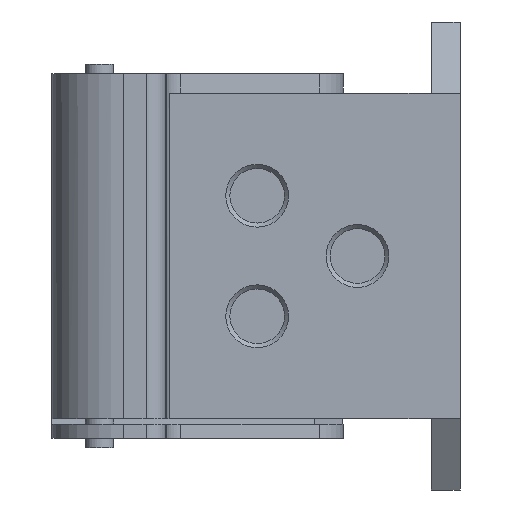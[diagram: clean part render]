
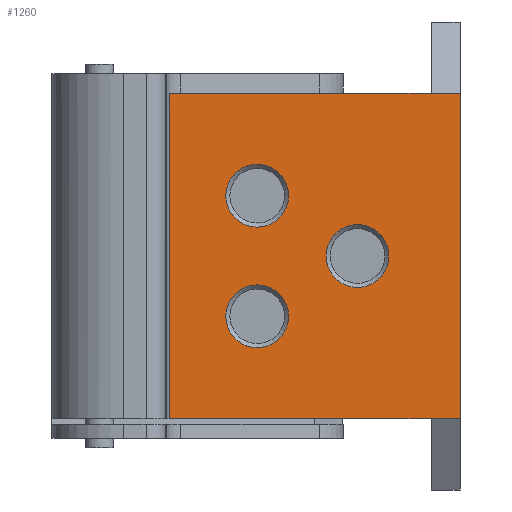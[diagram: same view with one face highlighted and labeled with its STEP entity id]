
A CAD part, left-side view. The second image highlights one B-rep face of the part: STEP entity #1260.
In plain terms, the highlighted planar face has unit normal (-1, 0, 0).
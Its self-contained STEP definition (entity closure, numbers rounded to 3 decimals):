
#50=LINE('',#1819,#171);
#68=LINE('',#1870,#189);
#105=LINE('',#1957,#226);
#130=LINE('',#2055,#251);
#171=VECTOR('',#1443,1000.);
#189=VECTOR('',#1477,1000.);
#226=VECTOR('',#1548,1000.);
#251=VECTOR('',#1669,1000.);
#500=ORIENTED_EDGE('',*,*,#754,.T.);
#501=ORIENTED_EDGE('',*,*,#755,.T.);
#502=ORIENTED_EDGE('',*,*,#756,.T.);
#503=ORIENTED_EDGE('',*,*,#641,.T.);
#504=ORIENTED_EDGE('',*,*,#757,.F.);
#505=ORIENTED_EDGE('',*,*,#666,.F.);
#506=ORIENTED_EDGE('',*,*,#708,.T.);
#641=EDGE_CURVE('',#816,#815,#50,.T.);
#666=EDGE_CURVE('',#840,#828,#68,.T.);
#708=EDGE_CURVE('',#840,#816,#105,.T.);
#754=EDGE_CURVE('',#896,#896,#969,.T.);
#755=EDGE_CURVE('',#897,#897,#970,.T.);
#756=EDGE_CURVE('',#898,#898,#971,.T.);
#757=EDGE_CURVE('',#828,#815,#130,.T.);
#815=VERTEX_POINT('',#1818);
#816=VERTEX_POINT('',#1820);
#828=VERTEX_POINT('',#1846);
#840=VERTEX_POINT('',#1869);
#896=VERTEX_POINT('',#2050);
#897=VERTEX_POINT('',#2052);
#898=VERTEX_POINT('',#2054);
#969=CIRCLE('',#1381,6.578);
#970=CIRCLE('',#1382,6.578);
#971=CIRCLE('',#1383,6.579);
#1032=EDGE_LOOP('',(#500));
#1033=EDGE_LOOP('',(#501));
#1034=EDGE_LOOP('',(#502));
#1035=EDGE_LOOP('',(#503,#504,#505,#506));
#1127=FACE_BOUND('',#1032,.T.);
#1128=FACE_BOUND('',#1033,.T.);
#1129=FACE_BOUND('',#1034,.T.);
#1130=FACE_BOUND('',#1035,.T.);
#1200=PLANE('',#1380);
#1260=ADVANCED_FACE('',(#1127,#1128,#1129,#1130),#1200,.F.);
#1380=AXIS2_PLACEMENT_3D('',#2048,#1661,#1662);
#1381=AXIS2_PLACEMENT_3D('',#2049,#1663,#1664);
#1382=AXIS2_PLACEMENT_3D('',#2051,#1665,#1666);
#1383=AXIS2_PLACEMENT_3D('',#2053,#1667,#1668);
#1443=DIRECTION('',(0.,-1.,0.));
#1477=DIRECTION('',(0.,-1.,0.));
#1548=DIRECTION('',(0.,0.,-1.));
#1661=DIRECTION('',(1.,0.,0.));
#1662=DIRECTION('',(0.,0.,-1.));
#1663=DIRECTION('',(1.,0.,0.));
#1664=DIRECTION('',(0.,0.,-1.));
#1665=DIRECTION('',(1.,0.,0.));
#1666=DIRECTION('',(0.,0.,-1.));
#1667=DIRECTION('',(1.,0.,0.));
#1668=DIRECTION('',(0.,0.,-1.));
#1669=DIRECTION('',(0.,0.,-1.));
#1818=CARTESIAN_POINT('',(11.,0.,-34.1));
#1819=CARTESIAN_POINT('',(11.,60.907,-34.1));
#1820=CARTESIAN_POINT('',(11.,60.907,-34.1));
#1846=CARTESIAN_POINT('',(11.,0.,34.1));
#1869=CARTESIAN_POINT('',(11.,60.907,34.1));
#1870=CARTESIAN_POINT('',(11.,60.907,34.1));
#1957=CARTESIAN_POINT('',(11.,60.907,34.1));
#2048=CARTESIAN_POINT('',(11.,60.907,34.1));
#2049=CARTESIAN_POINT('',(11.,42.5,12.625));
#2050=CARTESIAN_POINT('',(11.,42.5,6.047));
#2051=CARTESIAN_POINT('',(11.,42.5,-12.625));
#2052=CARTESIAN_POINT('',(11.,42.5,-19.204));
#2053=CARTESIAN_POINT('',(11.,21.5,0.));
#2054=CARTESIAN_POINT('',(11.,21.5,-6.579));
#2055=CARTESIAN_POINT('',(11.,0.,34.1));
